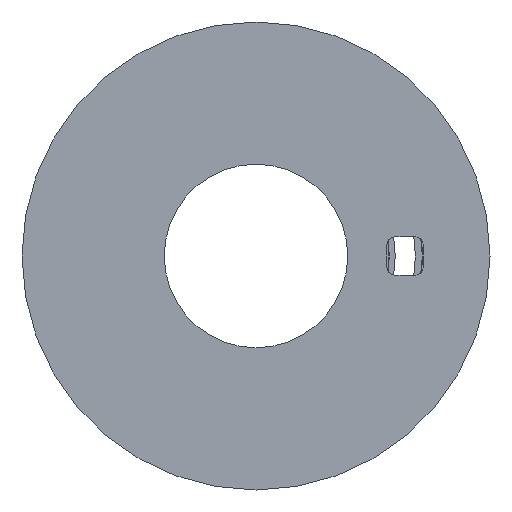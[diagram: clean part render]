
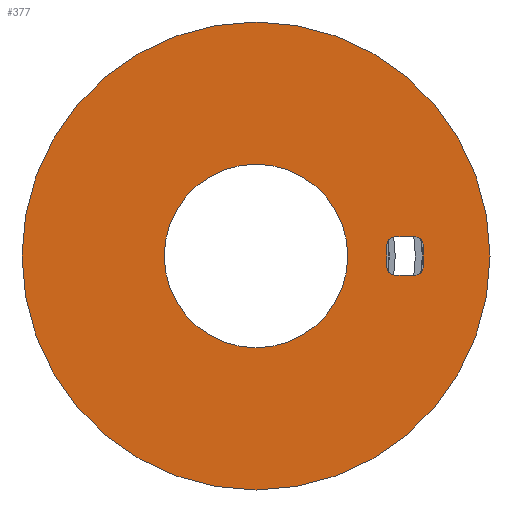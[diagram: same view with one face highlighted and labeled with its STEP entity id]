
A CAD part, left-side view. The second image highlights one B-rep face of the part: STEP entity #377.
In plain terms, the highlighted planar face has unit normal (-1, 0, 0).
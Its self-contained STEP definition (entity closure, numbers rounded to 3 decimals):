
#20=LINE('',#630,#46);
#21=LINE('',#634,#47);
#22=LINE('',#638,#48);
#23=LINE('',#642,#49);
#46=VECTOR('',#501,8.);
#47=VECTOR('',#504,9.);
#48=VECTOR('',#507,8.);
#49=VECTOR('',#510,9.);
#82=FACE_BOUND('',#113,.T.);
#83=FACE_BOUND('',#114,.T.);
#89=FACE_OUTER_BOUND('',#112,.T.);
#112=EDGE_LOOP('',(#261));
#113=EDGE_LOOP('',(#262,#263,#264,#265,#266,#267,#268,#269));
#114=EDGE_LOOP('',(#270));
#139=CIRCLE('',#437,102.);
#140=CIRCLE('',#439,4.);
#141=CIRCLE('',#440,4.);
#142=CIRCLE('',#441,4.);
#143=CIRCLE('',#442,4.);
#144=CIRCLE('',#443,40.);
#167=VERTEX_POINT('',#624);
#168=VERTEX_POINT('',#628);
#169=VERTEX_POINT('',#629);
#170=VERTEX_POINT('',#631);
#171=VERTEX_POINT('',#633);
#172=VERTEX_POINT('',#635);
#173=VERTEX_POINT('',#637);
#174=VERTEX_POINT('',#639);
#175=VERTEX_POINT('',#641);
#176=VERTEX_POINT('',#644);
#203=EDGE_CURVE('',#167,#167,#139,.T.);
#205=EDGE_CURVE('',#168,#169,#20,.T.);
#206=EDGE_CURVE('',#168,#170,#140,.T.);
#207=EDGE_CURVE('',#171,#170,#21,.T.);
#208=EDGE_CURVE('',#171,#172,#141,.T.);
#209=EDGE_CURVE('',#173,#172,#22,.T.);
#210=EDGE_CURVE('',#173,#174,#142,.T.);
#211=EDGE_CURVE('',#175,#174,#23,.T.);
#212=EDGE_CURVE('',#175,#169,#143,.T.);
#213=EDGE_CURVE('',#176,#176,#144,.T.);
#261=ORIENTED_EDGE('',*,*,#203,.F.);
#262=ORIENTED_EDGE('',*,*,#205,.F.);
#263=ORIENTED_EDGE('',*,*,#206,.T.);
#264=ORIENTED_EDGE('',*,*,#207,.F.);
#265=ORIENTED_EDGE('',*,*,#208,.T.);
#266=ORIENTED_EDGE('',*,*,#209,.F.);
#267=ORIENTED_EDGE('',*,*,#210,.T.);
#268=ORIENTED_EDGE('',*,*,#211,.F.);
#269=ORIENTED_EDGE('',*,*,#212,.T.);
#270=ORIENTED_EDGE('',*,*,#213,.T.);
#364=PLANE('',#438);
#377=ADVANCED_FACE('',(#89,#82,#83),#364,.T.);
#437=AXIS2_PLACEMENT_3D('',#625,#496,#497);
#438=AXIS2_PLACEMENT_3D('',#627,#499,#500);
#439=AXIS2_PLACEMENT_3D('',#632,#502,#503);
#440=AXIS2_PLACEMENT_3D('',#636,#505,#506);
#441=AXIS2_PLACEMENT_3D('',#640,#508,#509);
#442=AXIS2_PLACEMENT_3D('',#643,#511,#512);
#443=AXIS2_PLACEMENT_3D('',#645,#513,#514);
#496=DIRECTION('center_axis',(1.,0.,0.));
#497=DIRECTION('ref_axis',(0.,1.,0.));
#499=DIRECTION('center_axis',(-1.,0.,0.));
#500=DIRECTION('ref_axis',(0.,0.,1.));
#501=DIRECTION('',(0.,1.,0.));
#502=DIRECTION('center_axis',(1.,0.,0.));
#503=DIRECTION('ref_axis',(0.,0.,1.));
#504=DIRECTION('',(0.,0.,1.));
#505=DIRECTION('center_axis',(1.,0.,0.));
#506=DIRECTION('ref_axis',(0.,-1.,0.));
#507=DIRECTION('',(0.,-1.,0.));
#508=DIRECTION('center_axis',(1.,0.,0.));
#509=DIRECTION('ref_axis',(0.,0.,-1.));
#510=DIRECTION('',(0.,0.,-1.));
#511=DIRECTION('center_axis',(1.,0.,0.));
#512=DIRECTION('ref_axis',(0.,1.,0.));
#513=DIRECTION('center_axis',(1.,0.,0.));
#514=DIRECTION('ref_axis',(0.,0.,1.));
#624=CARTESIAN_POINT('',(14.,-102.,0.));
#625=CARTESIAN_POINT('Origin',(14.,0.,0.));
#627=CARTESIAN_POINT('Origin',(14.,43.625,0.));
#628=CARTESIAN_POINT('',(14.,-69.,8.5));
#629=CARTESIAN_POINT('',(14.,-61.,8.5));
#630=CARTESIAN_POINT('',(14.,-69.,8.5));
#631=CARTESIAN_POINT('',(14.,-73.,4.5));
#632=CARTESIAN_POINT('Origin',(14.,-69.,4.5));
#633=CARTESIAN_POINT('',(14.,-73.,-4.5));
#634=CARTESIAN_POINT('',(14.,-73.,-4.5));
#635=CARTESIAN_POINT('',(14.,-69.,-8.5));
#636=CARTESIAN_POINT('Origin',(14.,-69.,-4.5));
#637=CARTESIAN_POINT('',(14.,-61.,-8.5));
#638=CARTESIAN_POINT('',(14.,-61.,-8.5));
#639=CARTESIAN_POINT('',(14.,-57.,-4.5));
#640=CARTESIAN_POINT('Origin',(14.,-61.,-4.5));
#641=CARTESIAN_POINT('',(14.,-57.,4.5));
#642=CARTESIAN_POINT('',(14.,-57.,4.5));
#643=CARTESIAN_POINT('Origin',(14.,-61.,4.5));
#644=CARTESIAN_POINT('',(14.,0.,-40.));
#645=CARTESIAN_POINT('Origin',(14.,0.,0.));
